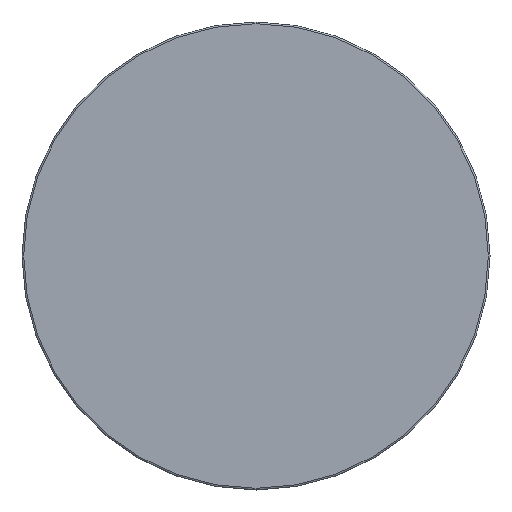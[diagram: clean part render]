
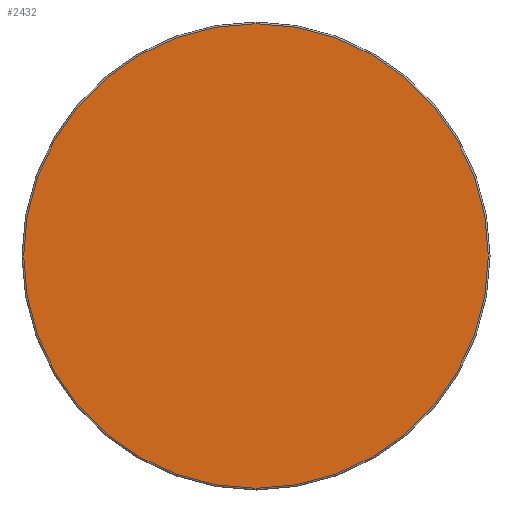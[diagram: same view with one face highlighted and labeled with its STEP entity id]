
A CAD part, front view. The second image highlights one B-rep face of the part: STEP entity #2432.
In plain terms, the highlighted planar face has unit normal (0, -1, 0).
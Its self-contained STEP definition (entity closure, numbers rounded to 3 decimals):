
#64 = CIRCLE ( 'NONE', #1841, 275.5 ) ;
#232 = DIRECTION ( 'NONE',  ( 0., 1., 0. ) ) ;
#287 = AXIS2_PLACEMENT_3D ( 'NONE', #3067, #232, #3178 ) ;
#482 = DIRECTION ( 'NONE',  ( 0., 0., 1. ) ) ;
#581 = ORIENTED_EDGE ( 'NONE', *, *, #3484, .T. ) ;
#608 = EDGE_LOOP ( 'NONE', ( #581, #4585 ) ) ;
#740 = EDGE_CURVE ( 'NONE', #4056, #2211, #2257, .T. ) ;
#1235 = CARTESIAN_POINT ( 'NONE',  ( 0., 0., 0. ) ) ;
#1366 = DIRECTION ( 'NONE',  ( 0., -1., 0. ) ) ;
#1608 = CARTESIAN_POINT ( 'NONE',  ( 0., 0., 275.5 ) ) ;
#1841 = AXIS2_PLACEMENT_3D ( 'NONE', #1235, #4185, #482 ) ;
#2211 = VERTEX_POINT ( 'NONE', #1608 ) ;
#2257 = CIRCLE ( 'NONE', #2646, 275.5 ) ;
#2432 = ADVANCED_FACE ( 'NONE', ( #4292 ), #2681, .F. ) ;
#2646 = AXIS2_PLACEMENT_3D ( 'NONE', #3564, #1366, #3956 ) ;
#2681 = PLANE ( 'NONE',  #287 ) ;
#2820 = CARTESIAN_POINT ( 'NONE',  ( 0., 0., -275.5 ) ) ;
#3067 = CARTESIAN_POINT ( 'NONE',  ( 0., 0., 0. ) ) ;
#3178 = DIRECTION ( 'NONE',  ( 0., 0., 1. ) ) ;
#3484 = EDGE_CURVE ( 'NONE', #2211, #4056, #64, .T. ) ;
#3564 = CARTESIAN_POINT ( 'NONE',  ( 0., 0., 0. ) ) ;
#3956 = DIRECTION ( 'NONE',  ( 0., 0., 1. ) ) ;
#4056 = VERTEX_POINT ( 'NONE', #2820 ) ;
#4185 = DIRECTION ( 'NONE',  ( 0., -1., 0. ) ) ;
#4292 = FACE_OUTER_BOUND ( 'NONE', #608, .T. ) ;
#4585 = ORIENTED_EDGE ( 'NONE', *, *, #740, .T. ) ;
